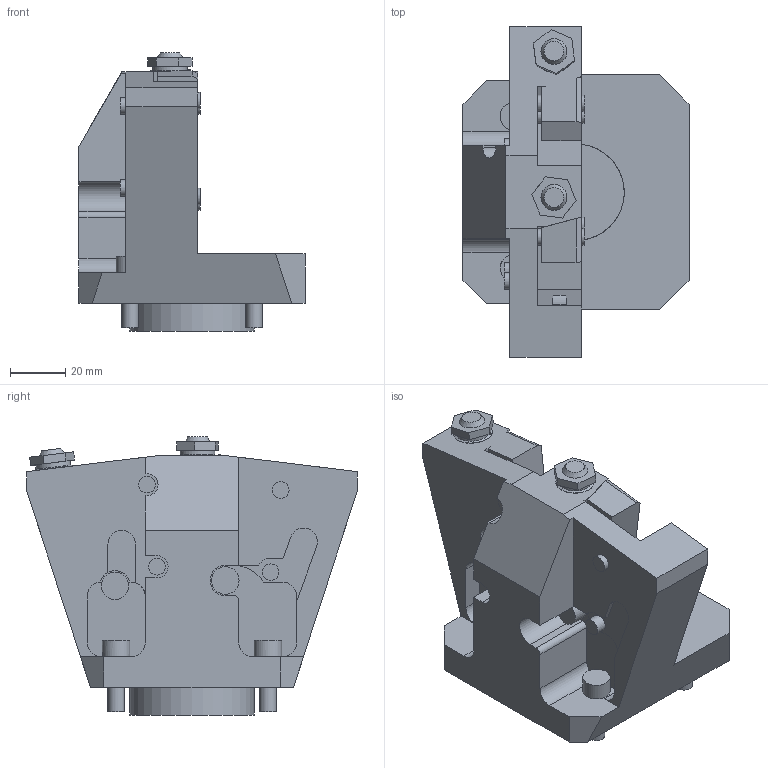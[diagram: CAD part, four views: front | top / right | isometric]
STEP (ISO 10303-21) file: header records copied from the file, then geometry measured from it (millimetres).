
FILE_DESCRIPTION(/* description */ (''),/* implementation_level */ '2;1');
FILE_NAME(/* name */ '10001080342nxv000_00_214.stp',/* time_stamp */ '2022-11-14T07:31:13+01:00',/* author */ (''),/* organization */ (''),/* preprocessor_version */ 'ST-DEVELOPER v18.1',/* originating_system */ 'SIEMENS PLM Software NX 2000',/* authorisation */ '');
FILE_SCHEMA (('AUTOMOTIVE_DESIGN { 1 0 10303 214 3 1 1 1 }'));
Length unit declared in the file: millimetre
Products named in the file (1): 10001080342nxv000_00
Bounding box: 82 x 120 x 100.87 mm (x, y, z)
Volume: 286218.6 mm3; surface area: 52885.7 mm2
Topology: 1 solids, 1 shells, 170 faces, 441 edges, 298 vertices
Faces by surface type: plane 116, cylinder 50, cone 4
Full cylindrical faces by diameter (mm): 6 x16, 10 x4, 12.6 x2, 14 x2, 34.999 x1, 45 x1
Entity records: 4912 total; most frequent: CARTESIAN_POINT 852, DIRECTION 831, ORIENTED_EDGE 776, EDGE_CURVE 388, AXIS2_PLACEMENT_3D 278, LINE 275, VECTOR 275, VERTEX_POINT 275
